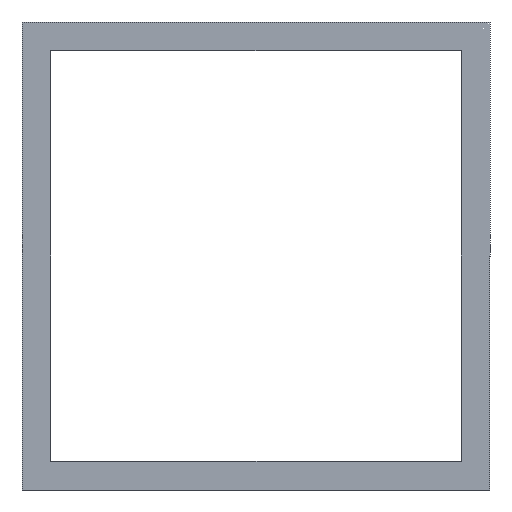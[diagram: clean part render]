
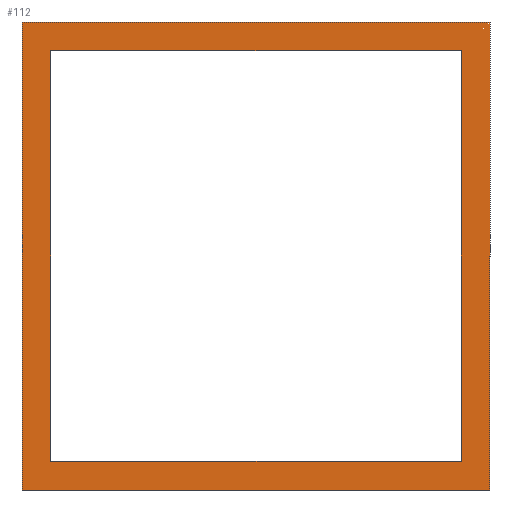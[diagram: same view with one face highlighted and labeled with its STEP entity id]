
A CAD part, front view. The second image highlights one B-rep face of the part: STEP entity #112.
In plain terms, the highlighted planar face has unit normal (0, -1, 0).
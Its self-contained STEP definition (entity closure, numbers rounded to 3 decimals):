
#2 = CARTESIAN_POINT ( 'NONE',  ( 123.75, -4., 123.75 ) ) ;
#14 = ORIENTED_EDGE ( 'NONE', *, *, #272, .T. ) ;
#31 = VERTEX_POINT ( 'NONE', #205 ) ;
#35 = CARTESIAN_POINT ( 'NONE',  ( 123.75, -4., -123.75 ) ) ;
#37 = DIRECTION ( 'NONE',  ( -1., 0., 0. ) ) ;
#47 = CARTESIAN_POINT ( 'NONE',  ( -141., -4., 141. ) ) ;
#48 = ORIENTED_EDGE ( 'NONE', *, *, #266, .F. ) ;
#50 = LINE ( 'NONE', #2, #102 ) ;
#54 = DIRECTION ( 'NONE',  ( 1., 0., 0. ) ) ;
#55 = ORIENTED_EDGE ( 'NONE', *, *, #257, .T. ) ;
#59 = CARTESIAN_POINT ( 'NONE',  ( -141., -4., -141. ) ) ;
#61 = CARTESIAN_POINT ( 'NONE',  ( -141., -4., 141. ) ) ;
#67 = CARTESIAN_POINT ( 'NONE',  ( 141., -4., -141. ) ) ;
#69 = CARTESIAN_POINT ( 'NONE',  ( 141., -4., -141. ) ) ;
#77 = VERTEX_POINT ( 'NONE', #299 ) ;
#79 = VERTEX_POINT ( 'NONE', #174 ) ;
#83 = CARTESIAN_POINT ( 'NONE',  ( -123.75, -4., -123.75 ) ) ;
#87 = CARTESIAN_POINT ( 'NONE',  ( -141., -4., -141. ) ) ;
#91 = CARTESIAN_POINT ( 'NONE',  ( -123.75, -4., 123.75 ) ) ;
#102 = VECTOR ( 'NONE', #54, 1000. ) ;
#104 = ORIENTED_EDGE ( 'NONE', *, *, #292, .T. ) ;
#108 = DIRECTION ( 'NONE',  ( -1., 0., 0. ) ) ;
#112 = ADVANCED_FACE ( 'NONE', ( #298, #158 ), #330, .F. ) ;
#114 = EDGE_CURVE ( 'NONE', #77, #153, #177, .T. ) ;
#116 = VECTOR ( 'NONE', #108, 1000. ) ;
#133 = DIRECTION ( 'NONE',  ( 0., 0., 1. ) ) ;
#134 = CARTESIAN_POINT ( 'NONE',  ( 123.75, -4., -123.75 ) ) ;
#145 = VERTEX_POINT ( 'NONE', #91 ) ;
#146 = DIRECTION ( 'NONE',  ( 0., 1., 0. ) ) ;
#153 = VERTEX_POINT ( 'NONE', #67 ) ;
#154 = VERTEX_POINT ( 'NONE', #35 ) ;
#158 = FACE_OUTER_BOUND ( 'NONE', #287, .T. ) ;
#167 = AXIS2_PLACEMENT_3D ( 'NONE', #47, #146, #294 ) ;
#173 = VECTOR ( 'NONE', #203, 1000. ) ;
#174 = CARTESIAN_POINT ( 'NONE',  ( -141., -4., -141. ) ) ;
#177 = LINE ( 'NONE', #69, #232 ) ;
#178 = ORIENTED_EDGE ( 'NONE', *, *, #268, .F. ) ;
#184 = LINE ( 'NONE', #59, #116 ) ;
#185 = CARTESIAN_POINT ( 'NONE',  ( 123.75, -4., -123.75 ) ) ;
#198 = EDGE_LOOP ( 'NONE', ( #55, #334, #14, #104 ) ) ;
#203 = DIRECTION ( 'NONE',  ( 1., 0., 0. ) ) ;
#205 = CARTESIAN_POINT ( 'NONE',  ( -123.75, -4., -123.75 ) ) ;
#207 = DIRECTION ( 'NONE',  ( 0., 0., -1. ) ) ;
#220 = EDGE_CURVE ( 'NONE', #79, #258, #336, .T. ) ;
#223 = CARTESIAN_POINT ( 'NONE',  ( -141., -4., 141. ) ) ;
#229 = VECTOR ( 'NONE', #133, 1000. ) ;
#232 = VECTOR ( 'NONE', #207, 1000. ) ;
#238 = EDGE_CURVE ( 'NONE', #154, #31, #307, .T. ) ;
#239 = ORIENTED_EDGE ( 'NONE', *, *, #220, .F. ) ;
#249 = DIRECTION ( 'NONE',  ( 0., 0., -1. ) ) ;
#255 = DIRECTION ( 'NONE',  ( 0., 0., 1. ) ) ;
#257 = EDGE_CURVE ( 'NONE', #290, #154, #284, .T. ) ;
#258 = VERTEX_POINT ( 'NONE', #61 ) ;
#262 = ORIENTED_EDGE ( 'NONE', *, *, #114, .F. ) ;
#266 = EDGE_CURVE ( 'NONE', #258, #77, #308, .T. ) ;
#268 = EDGE_CURVE ( 'NONE', #153, #79, #184, .T. ) ;
#272 = EDGE_CURVE ( 'NONE', #31, #145, #313, .T. ) ;
#278 = VECTOR ( 'NONE', #37, 1000. ) ;
#284 = LINE ( 'NONE', #134, #318 ) ;
#287 = EDGE_LOOP ( 'NONE', ( #239, #178, #262, #48 ) ) ;
#290 = VERTEX_POINT ( 'NONE', #314 ) ;
#292 = EDGE_CURVE ( 'NONE', #145, #290, #50, .T. ) ;
#294 = DIRECTION ( 'NONE',  ( 0., 0., 1. ) ) ;
#298 = FACE_BOUND ( 'NONE', #198, .T. ) ;
#299 = CARTESIAN_POINT ( 'NONE',  ( 141., -4., 141. ) ) ;
#307 = LINE ( 'NONE', #185, #278 ) ;
#308 = LINE ( 'NONE', #223, #173 ) ;
#313 = LINE ( 'NONE', #83, #229 ) ;
#314 = CARTESIAN_POINT ( 'NONE',  ( 123.75, -4., 123.75 ) ) ;
#318 = VECTOR ( 'NONE', #249, 1000. ) ;
#330 = PLANE ( 'NONE',  #167 ) ;
#332 = VECTOR ( 'NONE', #255, 1000. ) ;
#334 = ORIENTED_EDGE ( 'NONE', *, *, #238, .T. ) ;
#336 = LINE ( 'NONE', #87, #332 ) ;
